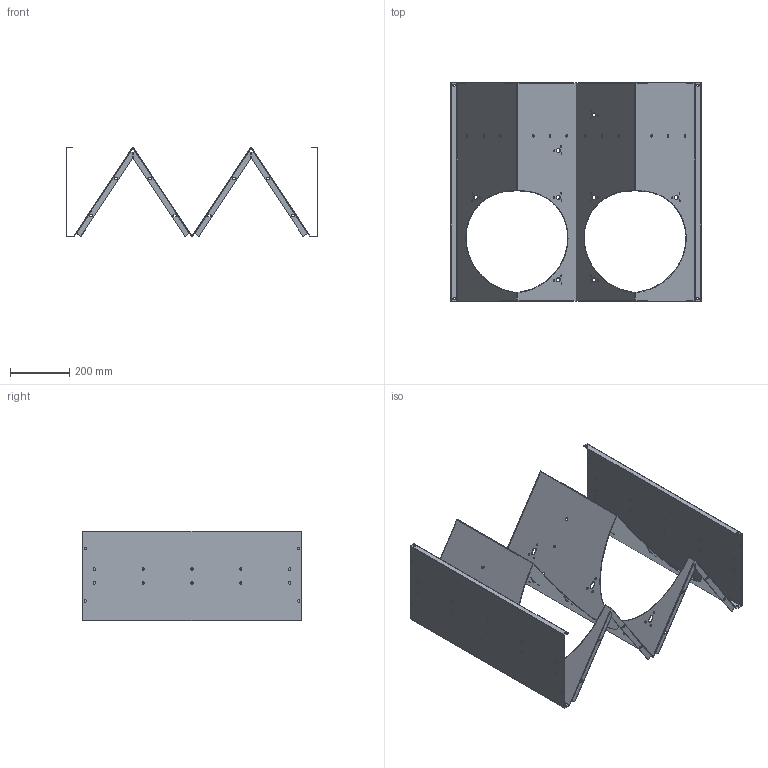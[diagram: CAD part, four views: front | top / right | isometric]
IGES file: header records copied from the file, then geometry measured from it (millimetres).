
Start section: SolidWorks IGES file using analytic representation for surfaces
Global section: file name: D1000973-v8_AdLIGO_AOS_SLC ARM Cavity Baffle Skin.IGS; native system: SolidWorks 2012; preprocessor: SolidWorks 2012; author: mruiz; date: 120221.120643; units: inch
Bounding box: 849.55 x 739.65 x 302.77 mm (x, y, z)
Surface area: 2574626.2 mm2 (no closed solid volume)
Topology: 0 solids, 0 shells, 528 faces, 9453 edges, 9453 vertices
Faces by surface type: revolution 276, bspline 252
